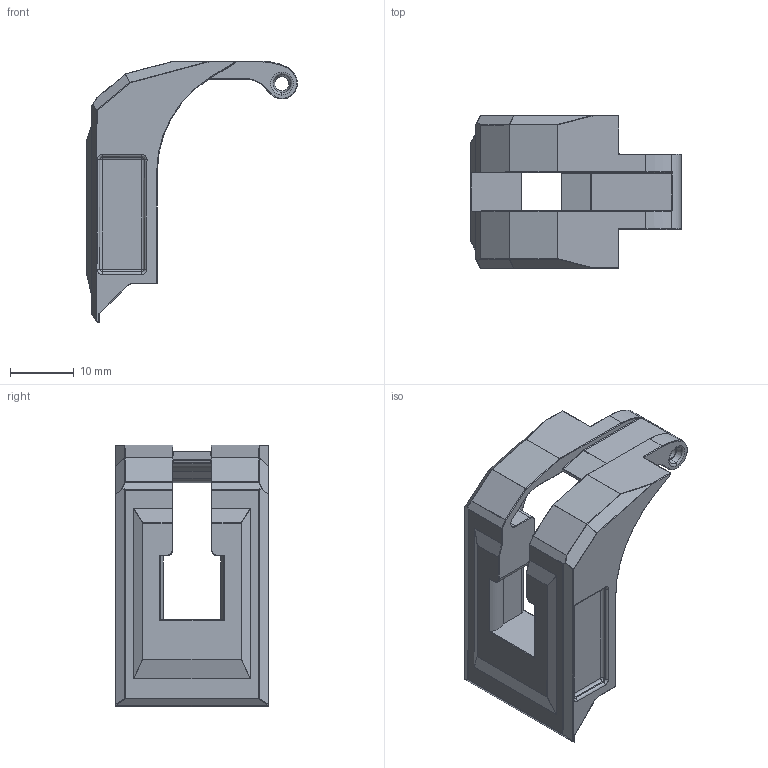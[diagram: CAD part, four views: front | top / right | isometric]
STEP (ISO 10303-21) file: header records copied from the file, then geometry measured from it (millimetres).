
FILE_DESCRIPTION (( 'STEP AP203' ), '1' );
FILE_NAME ('Selector_Door_Light_x1.STEP', '2025-04-06T03:33:20', ( '' ), ( '' ), 'SwSTEP 2.0', 'SolidWorks 2024', '' );
FILE_SCHEMA (( 'CONFIG_CONTROL_DESIGN' ));
Length unit declared in the file: millimetre
Products named in the file (1): Selector_Door_Light_x1
Bounding box: 32.95 x 24 x 40.99 mm (x, y, z)
Volume: 4046.5 mm3; surface area: 5072.7 mm2
Topology: 1 solids, 1 shells, 562 faces, 1286 edges, 679 vertices
Faces by surface type: cylinder 264, plane 92, torus 86, sphere 70, bspline 45, cone 5
Entity records: 16145 total; most frequent: CARTESIAN_POINT 3963, DIRECTION 2743, ORIENTED_EDGE 2462, EDGE_CURVE 1231, AXIS2_PLACEMENT_3D 1111, VERTEX_POINT 671, CIRCLE 593, EDGE_LOOP 566
